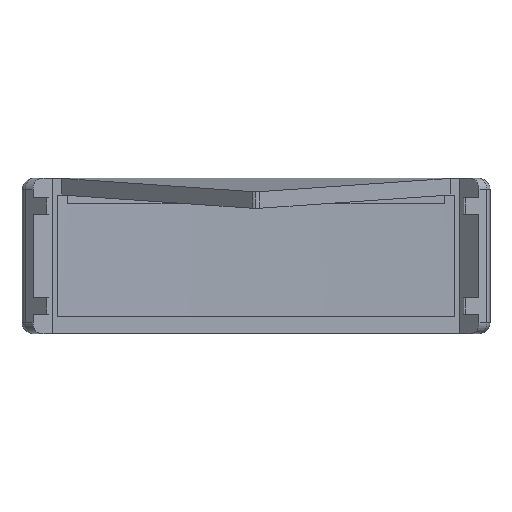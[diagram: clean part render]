
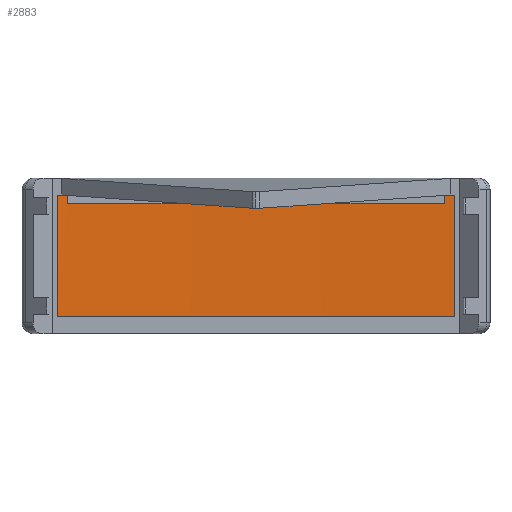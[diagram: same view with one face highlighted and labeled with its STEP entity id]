
A CAD part, front view. The second image highlights one B-rep face of the part: STEP entity #2883.
In plain terms, the highlighted cylindrical face has radius 735.043 mm (diameter 1470.09 mm), a partial arc.
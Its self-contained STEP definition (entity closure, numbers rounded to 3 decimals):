
#1407=CARTESIAN_POINT('',(0.,-733.043,11.));
#1408=DIRECTION('',(0.,0.,-1.));
#1409=DIRECTION('',(0.046,0.999,0.));
#1410=AXIS2_PLACEMENT_3D('',#1407,#1408,#1409);
#1430=CARTESIAN_POINT('',(0.,-733.043,11.));
#1431=DIRECTION('',(0.,0.,-1.));
#1432=DIRECTION('',(-0.049,0.999,0.));
#1433=AXIS2_PLACEMENT_3D('',#1430,#1431,#1432);
#1547=DIRECTION('',(0.,0.,-1.));
#1548=VECTOR('',#1547,1.5);
#1549=CARTESIAN_POINT('',(34.,1.213,11.));
#1550=LINE('',#1549,#1548);
#1554=DIRECTION('',(0.,0.,1.));
#1555=VECTOR('',#1554,22.);
#1556=CARTESIAN_POINT('',(35.75,1.13,-11.));
#1557=LINE('',#1556,#1555);
#1561=DIRECTION('',(0.,0.,-1.));
#1562=VECTOR('',#1561,22.);
#1563=CARTESIAN_POINT('',(-35.75,1.13,11.));
#1564=LINE('',#1563,#1562);
#1568=DIRECTION('',(0.,0.,1.));
#1569=VECTOR('',#1568,1.5);
#1570=CARTESIAN_POINT('',(-34.,1.213,9.5));
#1571=LINE('',#1570,#1569);
#1582=CARTESIAN_POINT('',(0.,-733.043,9.5));
#1583=DIRECTION('',(0.,0.,-1.));
#1584=DIRECTION('',(-0.046,0.999,0.));
#1585=AXIS2_PLACEMENT_3D('',#1582,#1583,#1584);
#1626=CARTESIAN_POINT('',(0.,-733.043,-11.));
#1627=DIRECTION('',(0.,0.,1.));
#1628=DIRECTION('',(0.049,0.999,0.));
#1629=AXIS2_PLACEMENT_3D('',#1626,#1627,#1628);
#1649=CARTESIAN_POINT('',(35.75,1.13,11.));
#1651=VERTEX_POINT('',#1649);
#1836=CARTESIAN_POINT('',(35.75,1.13,-11.));
#1837=VERTEX_POINT('',#1836);
#1838=CARTESIAN_POINT('',(-35.75,1.13,-11.));
#1839=VERTEX_POINT('',#1838);
#1840=CARTESIAN_POINT('',(-35.75,1.13,11.));
#1841=VERTEX_POINT('',#1840);
#1842=CARTESIAN_POINT('',(34.,1.213,11.));
#1843=CARTESIAN_POINT('',(34.,1.213,9.5));
#1844=VERTEX_POINT('',#1842);
#1845=VERTEX_POINT('',#1843);
#1846=CARTESIAN_POINT('',(-34.,1.213,9.5));
#1847=VERTEX_POINT('',#1846);
#1848=CARTESIAN_POINT('',(-34.,1.213,11.));
#1849=VERTEX_POINT('',#1848);
#2863=CARTESIAN_POINT('',(0.,-733.043,14.));
#2864=DIRECTION('',(0.,0.,-1.));
#2865=DIRECTION('',(-1.,0.,0.));
#2866=AXIS2_PLACEMENT_3D('',#2863,#2864,#2865);
#2867=CYLINDRICAL_SURFACE('',#2866,735.043);
#2869=ORIENTED_EDGE('',*,*,#2868,.F.);
#2870=ORIENTED_EDGE('',*,*,#2749,.T.);
#2871=ORIENTED_EDGE('',*,*,#2854,.F.);
#2873=ORIENTED_EDGE('',*,*,#2872,.T.);
#2875=ORIENTED_EDGE('',*,*,#2874,.F.);
#2876=ORIENTED_EDGE('',*,*,#2757,.T.);
#2878=ORIENTED_EDGE('',*,*,#2877,.F.);
#2880=ORIENTED_EDGE('',*,*,#2879,.T.);
#2881=EDGE_LOOP('',(#2869,#2870,#2871,#2873,#2875,#2876,#2878,#2880));
#2882=FACE_OUTER_BOUND('',#2881,.F.);
#1411=CIRCLE('',#1410,735.043);
#1434=CIRCLE('',#1433,735.043);
#1586=CIRCLE('',#1585,735.043);
#1630=CIRCLE('',#1629,735.043);
#2749=EDGE_CURVE('',#1844,#1651,#1411,.T.);
#2757=EDGE_CURVE('',#1841,#1849,#1434,.T.);
#2854=EDGE_CURVE('',#1837,#1651,#1557,.T.);
#2868=EDGE_CURVE('',#1844,#1845,#1550,.T.);
#2872=EDGE_CURVE('',#1837,#1839,#1630,.T.);
#2874=EDGE_CURVE('',#1841,#1839,#1564,.T.);
#2877=EDGE_CURVE('',#1847,#1849,#1571,.T.);
#2879=EDGE_CURVE('',#1847,#1845,#1586,.T.);
#2883=ADVANCED_FACE('',(#2882),#2867,.F.);
